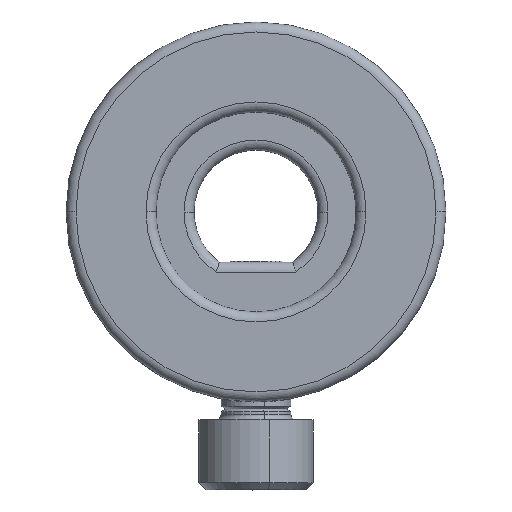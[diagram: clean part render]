
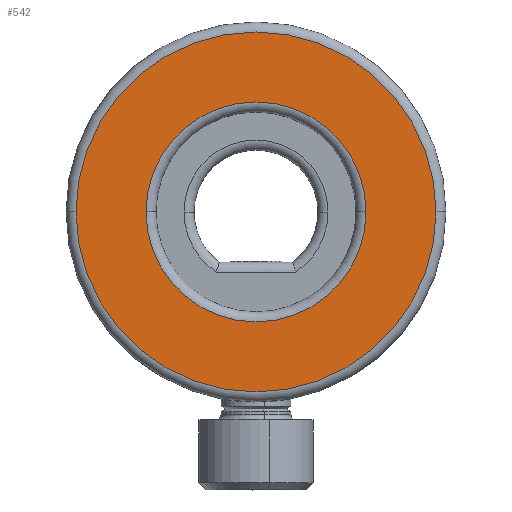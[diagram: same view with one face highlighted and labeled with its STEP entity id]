
A CAD part, top view. The second image highlights one B-rep face of the part: STEP entity #542.
In plain terms, the highlighted planar face has unit normal (0, 0, 1).
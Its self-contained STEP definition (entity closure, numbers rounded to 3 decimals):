
#23 = CARTESIAN_POINT ( 'NONE',  ( -31.156, -6.765, 27.889 ) ) ;
#111 = CARTESIAN_POINT ( 'NONE',  ( -27.656, -6.765, 27.889 ) ) ;
#177 = EDGE_LOOP ( 'NONE', ( #4291, #4284 ) ) ;
#319 = CIRCLE ( 'NONE', #1466, 5.5 ) ;
#509 = VERTEX_POINT ( 'NONE', #111 ) ;
#542 = ADVANCED_FACE ( 'NONE', ( #4167, #564 ), #849, .T. ) ;
#564 = FACE_OUTER_BOUND ( 'NONE', #177, .T. ) ;
#849 = PLANE ( 'NONE',  #4121 ) ;
#959 = CARTESIAN_POINT ( 'NONE',  ( -36.656, -6.765, 27.889 ) ) ;
#967 = DIRECTION ( 'NONE',  ( 0., 0., 1. ) ) ;
#978 = DIRECTION ( 'NONE',  ( 1., 0., 0. ) ) ;
#1217 = CARTESIAN_POINT ( 'NONE',  ( -42.156, -6.765, 27.889 ) ) ;
#1466 = AXIS2_PLACEMENT_3D ( 'NONE', #4883, #2166, #5260 ) ;
#1512 = AXIS2_PLACEMENT_3D ( 'NONE', #4686, #1971, #5101 ) ;
#1648 = DIRECTION ( 'NONE',  ( 0., 0., -1. ) ) ;
#1868 = CARTESIAN_POINT ( 'NONE',  ( -36.656, -6.765, 27.889 ) ) ;
#1945 = CIRCLE ( 'NONE', #1965, 9. ) ;
#1964 = AXIS2_PLACEMENT_3D ( 'NONE', #1868, #1648, #4462 ) ;
#1965 = AXIS2_PLACEMENT_3D ( 'NONE', #2036, #2017, #1999 ) ;
#1971 = DIRECTION ( 'NONE',  ( 0., 0., 1. ) ) ;
#1999 = DIRECTION ( 'NONE',  ( 1., 0., 0. ) ) ;
#2017 = DIRECTION ( 'NONE',  ( 0., 0., 1. ) ) ;
#2036 = CARTESIAN_POINT ( 'NONE',  ( -36.656, -6.765, 27.889 ) ) ;
#2082 = EDGE_CURVE ( 'NONE', #3531, #509, #1945, .T. ) ;
#2166 = DIRECTION ( 'NONE',  ( 0., 0., -1. ) ) ;
#2187 = EDGE_CURVE ( 'NONE', #3212, #5446, #4198, .T. ) ;
#3212 = VERTEX_POINT ( 'NONE', #23 ) ;
#3531 = VERTEX_POINT ( 'NONE', #3944 ) ;
#3691 = CIRCLE ( 'NONE', #1512, 9. ) ;
#3944 = CARTESIAN_POINT ( 'NONE',  ( -45.656, -6.765, 27.889 ) ) ;
#4121 = AXIS2_PLACEMENT_3D ( 'NONE', #959, #967, #978 ) ;
#4167 = FACE_BOUND ( 'NONE', #5144, .T. ) ;
#4198 = CIRCLE ( 'NONE', #1964, 5.5 ) ;
#4284 = ORIENTED_EDGE ( 'NONE', *, *, #2082, .T. ) ;
#4291 = ORIENTED_EDGE ( 'NONE', *, *, #5335, .T. ) ;
#4434 = ORIENTED_EDGE ( 'NONE', *, *, #5459, .T. ) ;
#4442 = ORIENTED_EDGE ( 'NONE', *, *, #2187, .T. ) ;
#4462 = DIRECTION ( 'NONE',  ( 1., 0., 0. ) ) ;
#4686 = CARTESIAN_POINT ( 'NONE',  ( -36.656, -6.765, 27.889 ) ) ;
#4883 = CARTESIAN_POINT ( 'NONE',  ( -36.656, -6.765, 27.889 ) ) ;
#5101 = DIRECTION ( 'NONE',  ( 1., 0., 0. ) ) ;
#5144 = EDGE_LOOP ( 'NONE', ( #4442, #4434 ) ) ;
#5260 = DIRECTION ( 'NONE',  ( 1., 0., 0. ) ) ;
#5335 = EDGE_CURVE ( 'NONE', #509, #3531, #3691, .T. ) ;
#5446 = VERTEX_POINT ( 'NONE', #1217 ) ;
#5459 = EDGE_CURVE ( 'NONE', #5446, #3212, #319, .T. ) ;
